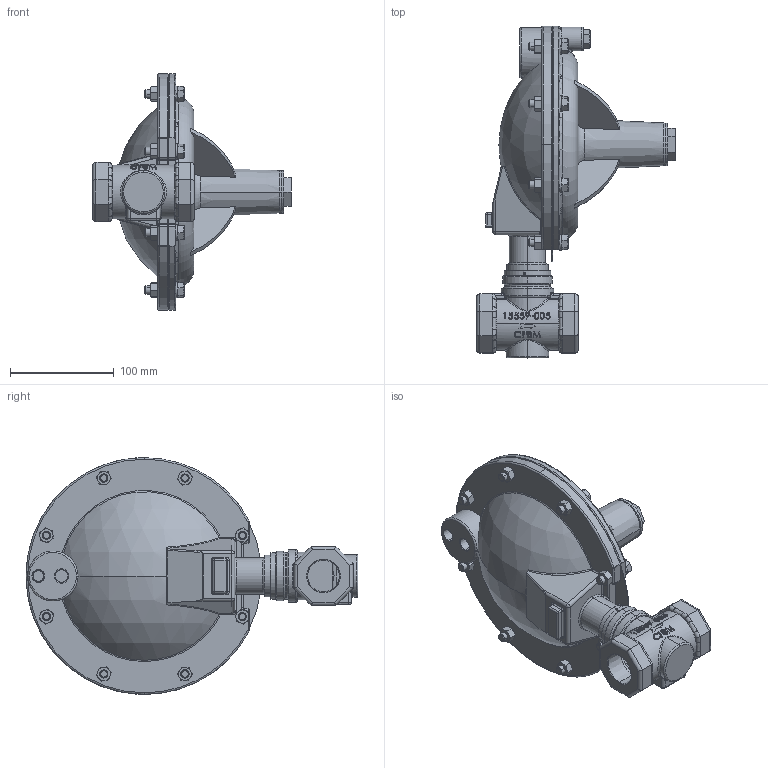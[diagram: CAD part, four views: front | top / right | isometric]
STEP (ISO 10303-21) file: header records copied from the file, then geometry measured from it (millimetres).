
FILE_DESCRIPTION (( 'STEP AP203' ), '1' );
FILE_NAME ('608BP-100-CS+S6-PT.STEP', '2017-09-07T11:16:07', ( '' ), ( '' ), 'SwSTEP 2.0', 'SolidWorks 2014', '' );
FILE_SCHEMA (( 'CONFIG_CONTROL_DESIGN' ));
Length unit declared in the file: inch
Products named in the file (1): 608BP-100-CS+S6-PT
Bounding box: 191.99 x 320.52 x 228.6 mm (x, y, z)
Volume: 2149241.1 mm3; surface area: 196099.6 mm2
Topology: 1 solids, 1 shells, 1053 faces, 2584 edges, 1573 vertices
Faces by surface type: plane 354, cylinder 250, cone 191, bspline 162, torus 76, sphere 20
Entity records: 58674 total; most frequent: CARTESIAN_POINT 35644, ORIENTED_EDGE 5132, DIRECTION 4281, EDGE_CURVE 2566, AXIS2_PLACEMENT_3D 1732, VERTEX_POINT 1573, EDGE_LOOP 1135, FACE_OUTER_BOUND 1054
